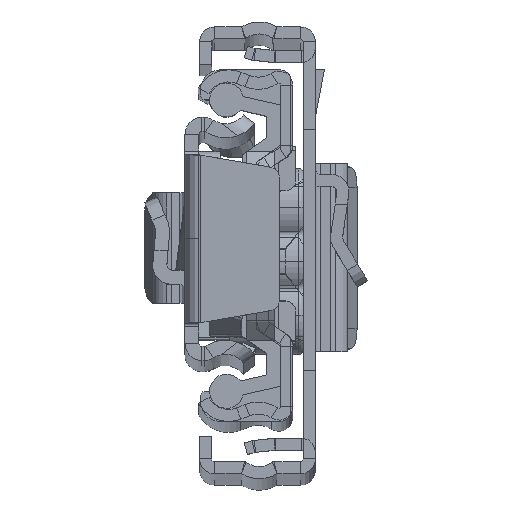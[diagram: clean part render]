
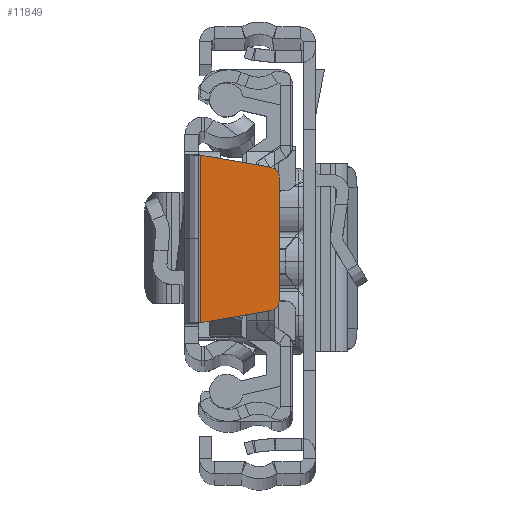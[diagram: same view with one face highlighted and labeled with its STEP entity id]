
A CAD part, top view. The second image highlights one B-rep face of the part: STEP entity #11849.
In plain terms, the highlighted planar face has unit normal (0, 0, 1).
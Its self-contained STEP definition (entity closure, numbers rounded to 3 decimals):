
#538 = LINE ( 'NONE', #7242, #16332 ) ;
#692 = CARTESIAN_POINT ( 'NONE',  ( 8.4, 6.156, 0. ) ) ;
#843 = EDGE_CURVE ( 'NONE', #11620, #12247, #1301, .T. ) ;
#1301 = CIRCLE ( 'NONE', #13630, 1. ) ;
#1439 = VERTEX_POINT ( 'NONE', #13658 ) ;
#2201 = ORIENTED_EDGE ( 'NONE', *, *, #11734, .T. ) ;
#3127 = CARTESIAN_POINT ( 'NONE',  ( 8.568, -7.142, 0. ) ) ;
#3399 = CARTESIAN_POINT ( 'NONE',  ( 8.568, 7.142, 0. ) ) ;
#3884 = DIRECTION ( 'NONE',  ( 0., 0., 1. ) ) ;
#3936 = DIRECTION ( 'NONE',  ( -0.986, 0.168, 0. ) ) ;
#4400 = CARTESIAN_POINT ( 'NONE',  ( 9.4, -6.156, 0. ) ) ;
#4407 = DIRECTION ( 'NONE',  ( 0.986, 0.168, 0. ) ) ;
#4642 = EDGE_CURVE ( 'NONE', #10494, #19964, #13572, .T. ) ;
#4659 = CARTESIAN_POINT ( 'NONE',  ( 1.6, 8.333, 0. ) ) ;
#4916 = EDGE_CURVE ( 'NONE', #12247, #1439, #13083, .T. ) ;
#4960 = CARTESIAN_POINT ( 'NONE',  ( 8.4, -6.156, 0. ) ) ;
#6098 = VECTOR ( 'NONE', #16734, 1000. ) ;
#6407 = VECTOR ( 'NONE', #19761, 1000. ) ;
#7070 = DIRECTION ( 'NONE',  ( 1., 0., 0. ) ) ;
#7242 = CARTESIAN_POINT ( 'NONE',  ( 1.5, 8.35, 0. ) ) ;
#8585 = ORIENTED_EDGE ( 'NONE', *, *, #4916, .T. ) ;
#9266 = VECTOR ( 'NONE', #4407, 1000. ) ;
#9440 = EDGE_LOOP ( 'NONE', ( #11277, #13378, #17959, #8585, #2201, #15836 ) ) ;
#9798 = CARTESIAN_POINT ( 'NONE',  ( 8.568, -7.142, 0. ) ) ;
#10028 = CARTESIAN_POINT ( 'NONE',  ( 1.6, -8.333, 0. ) ) ;
#10494 = VERTEX_POINT ( 'NONE', #4659 ) ;
#11277 = ORIENTED_EDGE ( 'NONE', *, *, #4642, .T. ) ;
#11358 = DIRECTION ( 'NONE',  ( 1., 0., 0. ) ) ;
#11620 = VERTEX_POINT ( 'NONE', #3127 ) ;
#11734 = EDGE_CURVE ( 'NONE', #1439, #12450, #19787, .T. ) ;
#11849 = ADVANCED_FACE ( 'NONE', ( #19276 ), #14261, .F. ) ;
#12247 = VERTEX_POINT ( 'NONE', #4400 ) ;
#12450 = VERTEX_POINT ( 'NONE', #3399 ) ;
#12692 = CARTESIAN_POINT ( 'NONE',  ( 8.4, 6.156, 0. ) ) ;
#13083 = LINE ( 'NONE', #14528, #6407 ) ;
#13324 = EDGE_CURVE ( 'NONE', #19964, #11620, #14873, .T. ) ;
#13378 = ORIENTED_EDGE ( 'NONE', *, *, #13324, .T. ) ;
#13547 = EDGE_CURVE ( 'NONE', #12450, #10494, #538, .T. ) ;
#13572 = LINE ( 'NONE', #10028, #6098 ) ;
#13630 = AXIS2_PLACEMENT_3D ( 'NONE', #4960, #18288, #11358 ) ;
#13658 = CARTESIAN_POINT ( 'NONE',  ( 9.4, 6.156, 0. ) ) ;
#14209 = CARTESIAN_POINT ( 'NONE',  ( 1.6, -8.333, 0. ) ) ;
#14261 = PLANE ( 'NONE',  #18416 ) ;
#14362 = DIRECTION ( 'NONE',  ( 1., 0., 0. ) ) ;
#14528 = CARTESIAN_POINT ( 'NONE',  ( 9.4, 6.156, 0. ) ) ;
#14873 = LINE ( 'NONE', #9798, #9266 ) ;
#15836 = ORIENTED_EDGE ( 'NONE', *, *, #13547, .T. ) ;
#16332 = VECTOR ( 'NONE', #3936, 1000. ) ;
#16734 = DIRECTION ( 'NONE',  ( 0., -1., 0. ) ) ;
#16998 = AXIS2_PLACEMENT_3D ( 'NONE', #692, #3884, #7070 ) ;
#17959 = ORIENTED_EDGE ( 'NONE', *, *, #843, .T. ) ;
#18288 = DIRECTION ( 'NONE',  ( 0., 0., 1. ) ) ;
#18416 = AXIS2_PLACEMENT_3D ( 'NONE', #12692, #19061, #14362 ) ;
#19061 = DIRECTION ( 'NONE',  ( 0., 0., -1. ) ) ;
#19276 = FACE_OUTER_BOUND ( 'NONE', #9440, .T. ) ;
#19761 = DIRECTION ( 'NONE',  ( 0., 1., 0. ) ) ;
#19787 = CIRCLE ( 'NONE', #16998, 1. ) ;
#19964 = VERTEX_POINT ( 'NONE', #14209 ) ;
